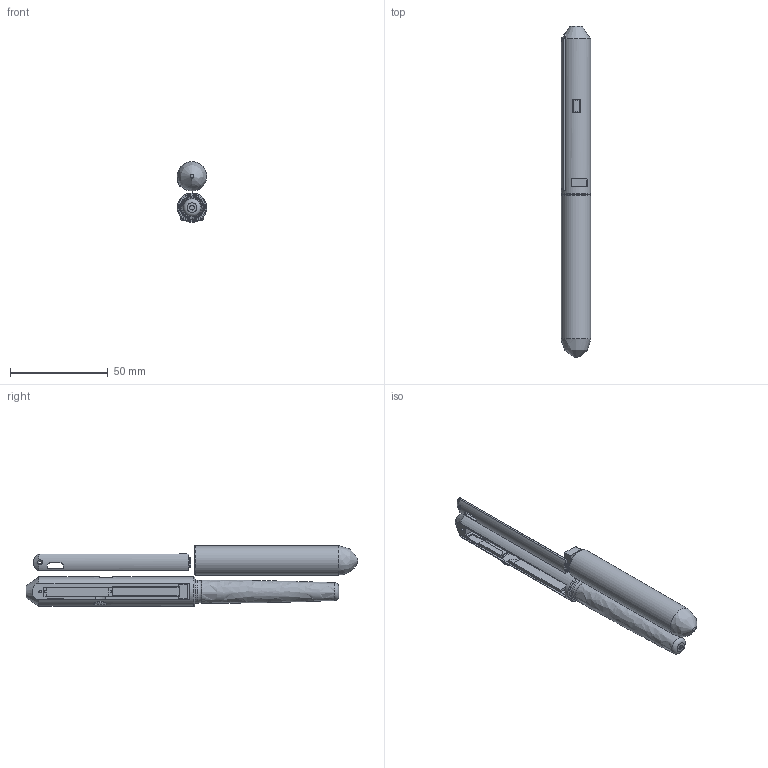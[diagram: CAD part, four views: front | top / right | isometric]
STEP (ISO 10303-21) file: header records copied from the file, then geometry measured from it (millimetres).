
FILE_DESCRIPTION(/* description */ (''),/* implementation_level */ '2;1');
FILE_NAME(/* name */ 'Watzhdog_Pen.step',/* time_stamp */ '2018-08-03T11:28:35+09:00',/* author */ ('sa.to.yb.afusion360'),/* organization */ (''),/* preprocessor_version */ 'ST-DEVELOPER v17',/* originating_system */ 'Autodesk Translation Framework v7.1.0.215',/* authorisation */ '');
FILE_SCHEMA (('AUTOMOTIVE_DESIGN { 1 0 10303 214 3 1 1 }'));
Length unit declared in the file: millimetre
Products named in the file (2): Pen; 蓋
Assembly tree (1 placements, depth 2):
  Pen
    蓋
Bounding box: 15 x 169.46 x 31 mm (x, y, z)
Volume: 22045.9 mm3; surface area: 18761 mm2
Topology: 4 solids, 4 shells, 184 faces, 495 edges, 326 vertices
Faces by surface type: plane 117, cylinder 42, torus 10, bspline 9, sphere 3, cone 3
Full cylindrical faces by diameter (mm): 1.3 x1, 1.4 x1, 2.4 x1, 2.5 x1, 4.1 x1, 4.4 x2, 6.6 x1, 10.4 x1, 15 x2
Entity records: 6290 total; most frequent: CARTESIAN_POINT 1569, ORIENTED_EDGE 986, DIRECTION 958, EDGE_CURVE 493, LINE 332, VECTOR 332, VERTEX_POINT 326, AXIS2_PLACEMENT_3D 313
